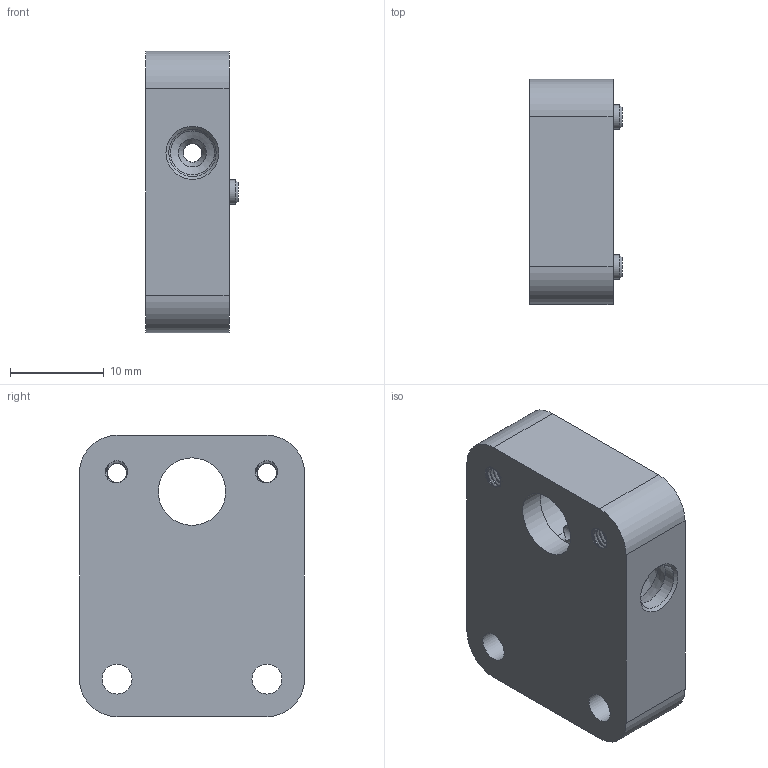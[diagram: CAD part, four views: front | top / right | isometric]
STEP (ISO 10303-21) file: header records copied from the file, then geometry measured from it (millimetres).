
FILE_DESCRIPTION(/* description */ (''),/* implementation_level */ '2;1');
FILE_NAME(/* name */ 'Ed''s parts/DUET 3D/9/MFM_enc_body v13.step',/* time_stamp */ '2019-07-12T11:57:50+01:00',/* author */ (''),/* organization */ (''),/* preprocessor_version */ 'ST-DEVELOPER v18',/* originating_system */ 'Autodesk Translation Framework v8.2.0.1029',/* authorisation */ '');
FILE_SCHEMA (('AUTOMOTIVE_DESIGN { 1 0 10303 214 3 1 1 }'));
Length unit declared in the file: millimetre
Products named in the file (1): MFM_enc_body
Bounding box: 9.9 x 24 x 30 mm (x, y, z)
Volume: 4187.2 mm3; surface area: 3452.1 mm2
Topology: 1 solids, 1 shells, 148 faces, 413 edges, 268 vertices
Faces by surface type: cylinder 117, plane 13, cone 10, bspline 8
Full cylindrical faces by diameter (mm): 2 x2, 2.075 x44, 2.58 x44, 2.6 x2, 3.2 x2, 5.05 x2, 7.2 x3
Entity records: 9795 total; most frequent: CARTESIAN_POINT 6244, ORIENTED_EDGE 826, DIRECTION 597, EDGE_CURVE 413, VERTEX_POINT 268, AXIS2_PLACEMENT_3D 225, B_SPLINE_CURVE_WITH_KNOTS 182, EDGE_LOOP 163
